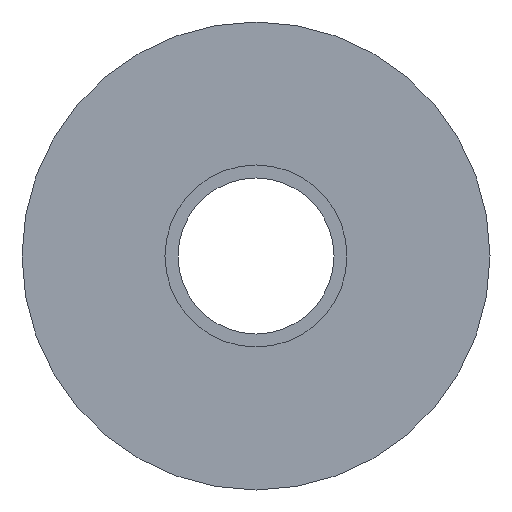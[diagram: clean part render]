
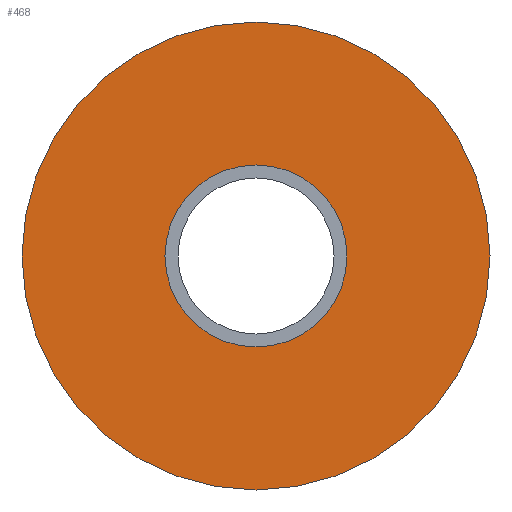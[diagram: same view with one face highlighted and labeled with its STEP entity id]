
A CAD part, front view. The second image highlights one B-rep face of the part: STEP entity #468.
In plain terms, the highlighted planar face has unit normal (0, -1, 0).
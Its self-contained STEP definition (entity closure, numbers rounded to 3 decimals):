
#338=CARTESIAN_POINT('POINT19',(-45.,10.,0.));
#339=VERTEX_POINT('VERTEX19',#338);
#346=CARTESIAN_POINT('POINT20',(45.,10.,0.))
   ;
#347=VERTEX_POINT('VERTEX20',#346);
#348=CARTESIAN_POINT('POS40',(0.,10.,
   0.));
#349=DIRECTION('DIR70',(0.,-1.,0.));
#350=DIRECTION('DIR71',(1.,0.,0.));
#351=AXIS2_PLACEMENT_3D('AXIS31',#348,#349,#350);
#352=CIRCLE('ELLIPSE19',#351,45.);
#353=EDGE_CURVE('EDGE28',#347,#339,#352,.T.);
#369=CARTESIAN_POINT('POS43',(0.,10.,
   0.));
#370=DIRECTION('DIR75',(0.,1.,0.));
#371=DIRECTION('DIR76',(1.,0.,0.));
#372=AXIS2_PLACEMENT_3D('AXIS33',#369,#370,#371);
#373=CIRCLE('ELLIPSE20',#372,45.);
#374=EDGE_CURVE('EDGE30',#347,#339,#373,.T.);
#418=CARTESIAN_POINT('POINT23',(-17.5,10.,0.));
#419=VERTEX_POINT('VERTEX23',#418);
#426=CARTESIAN_POINT('POINT24',(17.5,10.,0.
   ));
#427=VERTEX_POINT('VERTEX24',#426);
#428=CARTESIAN_POINT('POS49',(0.,10.,0.));
#429=DIRECTION('DIR86',(0.,1.,0.));
#430=DIRECTION('DIR87',(1.,0.,0.));
#431=AXIS2_PLACEMENT_3D('AXIS38',#428,#429,#430);
#432=CIRCLE('ELLIPSE23',#431,17.5);
#433=EDGE_CURVE('EDGE34',#427,#419,#432,.T.);
#449=ORIENTED_EDGE('COEDGE65',*,*,#374,.F.);
#450=ORIENTED_EDGE('COEDGE66',*,*,#353,.T.);
#451=EDGE_LOOP('NONE',(#449,#450));
#452=FACE_BOUND('LOOP1',#451,.T.);
#453=CARTESIAN_POINT('POS52',(0.,10.,0.))
   ;
#454=DIRECTION('DIR91',(0.,-1.,0.));
#455=DIRECTION('DIR92',(1.,0.,0.));
#456=AXIS2_PLACEMENT_3D('AXIS40',#453,#454,#455);
#457=CIRCLE('ELLIPSE24',#456,17.5);
#458=EDGE_CURVE('EDGE36',#427,#419,#457,.T.);
#459=ORIENTED_EDGE('COEDGE67',*,*,#458,.F.);
#460=ORIENTED_EDGE('COEDGE68',*,*,#433,.T.);
#461=EDGE_LOOP('NONE',(#459,#460));
#462=FACE_BOUND('LOOP1',#461,.T.);
#463=CARTESIAN_POINT('POS53',(0.,10.,0.));
#464=DIRECTION('DIR93',(0.,-1.,0.));
#465=DIRECTION('DIR94',(1.,0.,0.));
#466=AXIS2_PLACEMENT_3D('AXIS41',#463,#464,#465);
#467=PLANE('PLANE6',#466);
#468=ADVANCED_FACE('FACE17',(#452,#462),#467,.T.);
